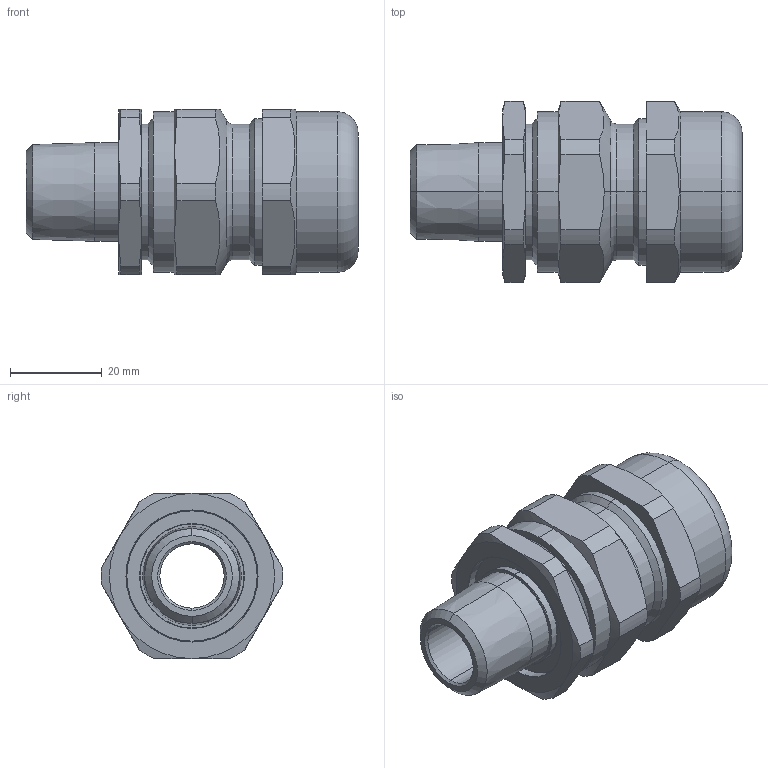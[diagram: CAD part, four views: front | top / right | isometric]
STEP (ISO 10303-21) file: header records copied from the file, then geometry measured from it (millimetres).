
FILE_DESCRIPTION (( 'STEP AP203' ), '1' );
FILE_NAME ('TMC050.STEP', '2016-10-24T14:47:40', ( '' ), ( '' ), 'SwSTEP 2.0', 'SolidWorks 2014', '' );
FILE_SCHEMA (( 'CONFIG_CONTROL_DESIGN' ));
Length unit declared in the file: millimetre
Products named in the file (1): TMC050
Bounding box: 72.4 x 39.58 x 36 mm (x, y, z)
Volume: 35461 mm3; surface area: 20998.7 mm2
Topology: 4 solids, 4 shells, 351 faces, 858 edges, 546 vertices
Faces by surface type: plane 126, bspline 95, cone 58, cylinder 56, torus 16
Entity records: 16393 total; most frequent: CARTESIAN_POINT 8643, ORIENTED_EDGE 1716, DIRECTION 1326, EDGE_CURVE 858, VERTEX_POINT 546, AXIS2_PLACEMENT_3D 449, VECTOR 428, LINE 428
